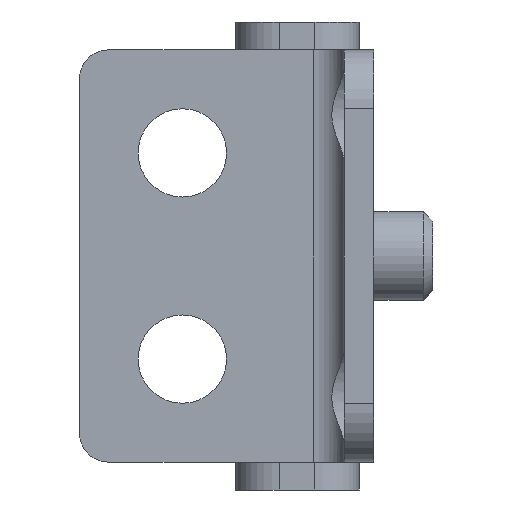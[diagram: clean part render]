
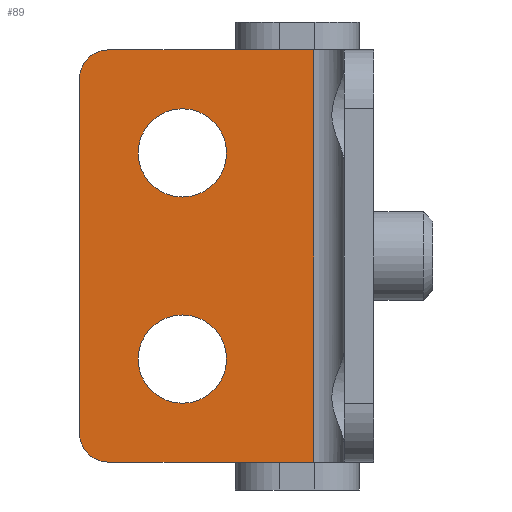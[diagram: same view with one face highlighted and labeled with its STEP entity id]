
A CAD part, left-side view. The second image highlights one B-rep face of the part: STEP entity #89.
In plain terms, the highlighted planar face has unit normal (-1, 0, 0).
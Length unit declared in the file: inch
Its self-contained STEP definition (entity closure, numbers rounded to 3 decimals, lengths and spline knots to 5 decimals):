
#27 = EDGE_CURVE ( 'NONE', #414, #202, #1003, .T. ) ;
#58 = CARTESIAN_POINT ( 'NONE',  ( 4.53819, 1.75, 1.75 ) ) ;
#65 = CARTESIAN_POINT ( 'NONE',  ( 4.53819, 0.755, 0. ) ) ;
#89 = ADVANCED_FACE ( 'NONE', ( #1619, #590, #1178 ), #733, .F. ) ;
#97 = CARTESIAN_POINT ( 'NONE',  ( 4.53819, 1.3125, 0.625 ) ) ;
#101 = DIRECTION ( 'NONE',  ( 1., 0., 0. ) ) ;
#137 = EDGE_CURVE ( 'NONE', #339, #632, #244, .T. ) ;
#149 = EDGE_CURVE ( 'NONE', #1877, #759, #1598, .T. ) ;
#155 = AXIS2_PLACEMENT_3D ( 'NONE', #729, #406, #721 ) ;
#171 = ORIENTED_EDGE ( 'NONE', *, *, #1839, .F. ) ;
#173 = DIRECTION ( 'NONE',  ( 1., 0., 0. ) ) ;
#198 = LINE ( 'NONE', #1700, #1359 ) ;
#202 = VERTEX_POINT ( 'NONE', #904 ) ;
#205 = DIRECTION ( 'NONE',  ( 0., -1., 0. ) ) ;
#215 = VECTOR ( 'NONE', #1151, 39.37008 ) ;
#217 = CIRCLE ( 'NONE', #1101, 0.125 ) ;
#230 = CARTESIAN_POINT ( 'NONE',  ( 4.53819, 1.625, 0. ) ) ;
#244 = CIRCLE ( 'NONE', #1353, 0.1875 ) ;
#249 = ORIENTED_EDGE ( 'NONE', *, *, #1656, .T. ) ;
#287 = CIRCLE ( 'NONE', #342, 0.125 ) ;
#320 = EDGE_CURVE ( 'NONE', #632, #339, #1703, .T. ) ;
#339 = VERTEX_POINT ( 'NONE', #1868 ) ;
#342 = AXIS2_PLACEMENT_3D ( 'NONE', #890, #1005, #567 ) ;
#404 = DIRECTION ( 'NONE',  ( 0., 0., -1. ) ) ;
#406 = DIRECTION ( 'NONE',  ( 1., 0., 0. ) ) ;
#414 = VERTEX_POINT ( 'NONE', #65 ) ;
#416 = EDGE_LOOP ( 'NONE', ( #507, #1650, #171, #249, #1454, #619 ) ) ;
#420 = VERTEX_POINT ( 'NONE', #97 ) ;
#454 = CARTESIAN_POINT ( 'NONE',  ( 4.53819, 1.625, 1.75 ) ) ;
#507 = ORIENTED_EDGE ( 'NONE', *, *, #1112, .T. ) ;
#540 = CARTESIAN_POINT ( 'NONE',  ( 4.53819, 1.625, 1.625 ) ) ;
#556 = DIRECTION ( 'NONE',  ( 0., 0., -1. ) ) ;
#565 = DIRECTION ( 'NONE',  ( 1., 0., 0. ) ) ;
#567 = DIRECTION ( 'NONE',  ( 0., 0., -1. ) ) ;
#590 = FACE_BOUND ( 'NONE', #1065, .T. ) ;
#597 = CARTESIAN_POINT ( 'NONE',  ( 4.53819, 1.3125, 1.3125 ) ) ;
#612 = VECTOR ( 'NONE', #1554, 39.37008 ) ;
#619 = ORIENTED_EDGE ( 'NONE', *, *, #970, .T. ) ;
#627 = ORIENTED_EDGE ( 'NONE', *, *, #320, .T. ) ;
#628 = CARTESIAN_POINT ( 'NONE',  ( 4.53819, 1.75, 0.125 ) ) ;
#632 = VERTEX_POINT ( 'NONE', #1239 ) ;
#672 = AXIS2_PLACEMENT_3D ( 'NONE', #597, #173, #895 ) ;
#721 = DIRECTION ( 'NONE',  ( 0., 0., -1. ) ) ;
#729 = CARTESIAN_POINT ( 'NONE',  ( 4.53819, 1.3125, 0.4375 ) ) ;
#733 = PLANE ( 'NONE',  #947 ) ;
#742 = CIRCLE ( 'NONE', #155, 0.1875 ) ;
#759 = VERTEX_POINT ( 'NONE', #1083 ) ;
#856 = CARTESIAN_POINT ( 'NONE',  ( 4.53819, 1.75, 0. ) ) ;
#879 = VERTEX_POINT ( 'NONE', #1739 ) ;
#890 = CARTESIAN_POINT ( 'NONE',  ( 4.53819, 1.625, 0.125 ) ) ;
#895 = DIRECTION ( 'NONE',  ( 0., 0., -1. ) ) ;
#904 = CARTESIAN_POINT ( 'NONE',  ( 4.53819, 0.755, 1.75 ) ) ;
#947 = AXIS2_PLACEMENT_3D ( 'NONE', #1021, #1778, #1898 ) ;
#970 = EDGE_CURVE ( 'NONE', #1877, #1869, #287, .T. ) ;
#1003 = LINE ( 'NONE', #1027, #1322 ) ;
#1005 = DIRECTION ( 'NONE',  ( -1., 0., 0. ) ) ;
#1021 = CARTESIAN_POINT ( 'NONE',  ( 4.53819, 1.75, 0. ) ) ;
#1027 = CARTESIAN_POINT ( 'NONE',  ( 4.53819, 0.755, 1.75 ) ) ;
#1036 = AXIS2_PLACEMENT_3D ( 'NONE', #1439, #101, #556 ) ;
#1065 = EDGE_LOOP ( 'NONE', ( #1585, #1764 ) ) ;
#1083 = CARTESIAN_POINT ( 'NONE',  ( 4.53819, 1.75, 1.625 ) ) ;
#1088 = LINE ( 'NONE', #58, #612 ) ;
#1101 = AXIS2_PLACEMENT_3D ( 'NONE', #540, #1130, #404 ) ;
#1112 = EDGE_CURVE ( 'NONE', #1869, #414, #198, .T. ) ;
#1130 = DIRECTION ( 'NONE',  ( -1., 0., 0. ) ) ;
#1141 = CARTESIAN_POINT ( 'NONE',  ( 4.53819, 1.3125, 1.3125 ) ) ;
#1151 = DIRECTION ( 'NONE',  ( 0., 0., 1. ) ) ;
#1178 = FACE_OUTER_BOUND ( 'NONE', #416, .T. ) ;
#1202 = EDGE_CURVE ( 'NONE', #420, #879, #742, .T. ) ;
#1239 = CARTESIAN_POINT ( 'NONE',  ( 4.53819, 1.3125, 1.5 ) ) ;
#1322 = VECTOR ( 'NONE', #1327, 39.37008 ) ;
#1327 = DIRECTION ( 'NONE',  ( 0., 0., 1. ) ) ;
#1345 = VERTEX_POINT ( 'NONE', #454 ) ;
#1353 = AXIS2_PLACEMENT_3D ( 'NONE', #1141, #565, #1749 ) ;
#1359 = VECTOR ( 'NONE', #205, 39.37008 ) ;
#1439 = CARTESIAN_POINT ( 'NONE',  ( 4.53819, 1.3125, 0.4375 ) ) ;
#1454 = ORIENTED_EDGE ( 'NONE', *, *, #149, .F. ) ;
#1544 = CIRCLE ( 'NONE', #1036, 0.1875 ) ;
#1554 = DIRECTION ( 'NONE',  ( 0., -1., 0. ) ) ;
#1567 = ORIENTED_EDGE ( 'NONE', *, *, #137, .T. ) ;
#1585 = ORIENTED_EDGE ( 'NONE', *, *, #1591, .T. ) ;
#1591 = EDGE_CURVE ( 'NONE', #879, #420, #1544, .T. ) ;
#1598 = LINE ( 'NONE', #856, #215 ) ;
#1619 = FACE_BOUND ( 'NONE', #1720, .T. ) ;
#1650 = ORIENTED_EDGE ( 'NONE', *, *, #27, .T. ) ;
#1656 = EDGE_CURVE ( 'NONE', #1345, #759, #217, .T. ) ;
#1700 = CARTESIAN_POINT ( 'NONE',  ( 4.53819, 1.75, 0. ) ) ;
#1703 = CIRCLE ( 'NONE', #672, 0.1875 ) ;
#1720 = EDGE_LOOP ( 'NONE', ( #1567, #627 ) ) ;
#1739 = CARTESIAN_POINT ( 'NONE',  ( 4.53819, 1.3125, 0.25 ) ) ;
#1749 = DIRECTION ( 'NONE',  ( 0., 0., -1. ) ) ;
#1764 = ORIENTED_EDGE ( 'NONE', *, *, #1202, .T. ) ;
#1778 = DIRECTION ( 'NONE',  ( 1., 0., 0. ) ) ;
#1839 = EDGE_CURVE ( 'NONE', #1345, #202, #1088, .T. ) ;
#1868 = CARTESIAN_POINT ( 'NONE',  ( 4.53819, 1.3125, 1.125 ) ) ;
#1869 = VERTEX_POINT ( 'NONE', #230 ) ;
#1877 = VERTEX_POINT ( 'NONE', #628 ) ;
#1898 = DIRECTION ( 'NONE',  ( 0., 0., -1. ) ) ;
